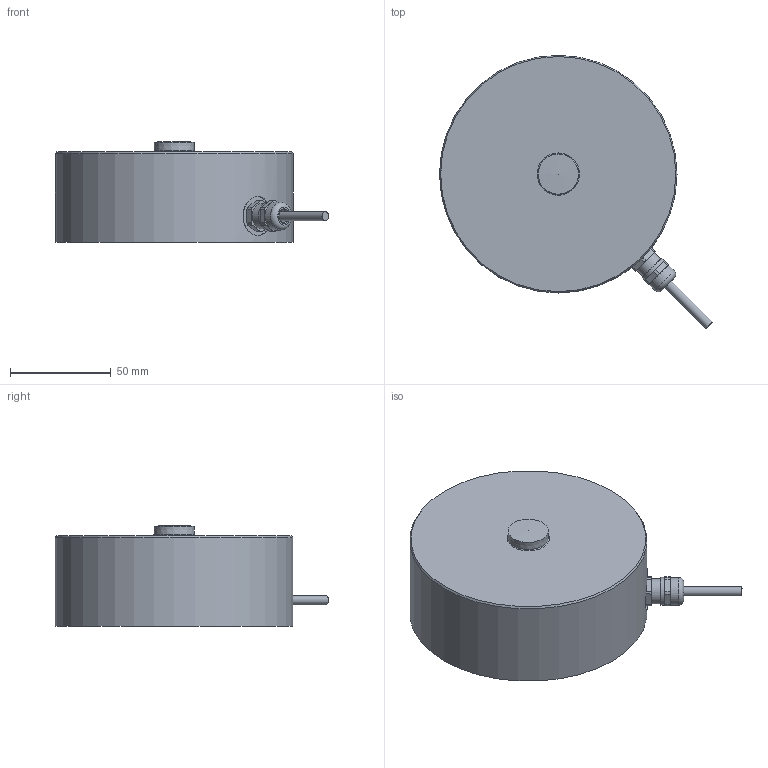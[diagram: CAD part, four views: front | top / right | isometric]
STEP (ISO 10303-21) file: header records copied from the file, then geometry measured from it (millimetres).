
FILE_DESCRIPTION(/* description */ (''),/* implementation_level */ '2;1');
FILE_NAME(/* name */ 'CBES 30t Space Model v2.step',/* time_stamp */ '2018-11-23T11:47:55+00:00',/* author */ ('ollieVUKN3'),/* organization */ (''),/* preprocessor_version */ 'ST-DEVELOPER v17.2',/* originating_system */ 'Autodesk Translation Framework v7.6.0.251',/* authorisation */ '');
FILE_SCHEMA (('AUTOMOTIVE_DESIGN { 1 0 10303 214 3 1 1 }'));
Length unit declared in the file: millimetre
Products named in the file (2): CBES 30t Space Model; CBES 30t
Assembly tree (1 placements, depth 2):
  CBES 30t Space Model
    CBES 30t
Bounding box: 135.63 x 135.74 x 50 mm (x, y, z)
Volume: 488717.7 mm3; surface area: 43982.8 mm2
Topology: 2 solids, 2 shells, 185 faces, 491 edges, 325 vertices
Faces by surface type: cylinder 102, plane 65, bspline 8, cone 6, torus 3, sphere 1
Full cylindrical faces by diameter (mm): 4.6 x1, 6.5 x1, 6.779 x36, 8.17 x32, 12 x1, 12.5 x1, 13.8 x2, 19.5 x1, 65 x1, 66 x1, 118 x1
Entity records: 10767 total; most frequent: CARTESIAN_POINT 6407, ORIENTED_EDGE 980, DIRECTION 768, EDGE_CURVE 490, VERTEX_POINT 325, AXIS2_PLACEMENT_3D 271, LINE 226, VECTOR 226
